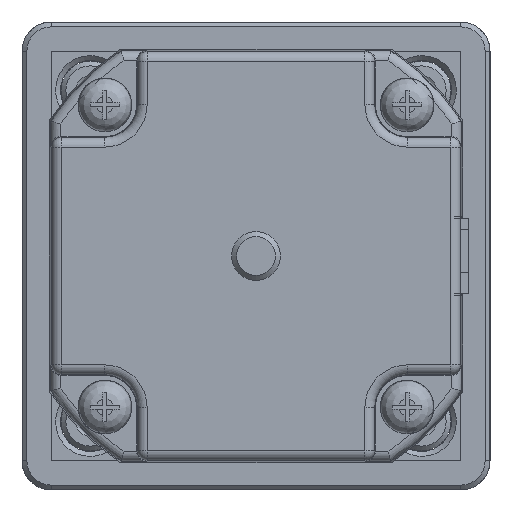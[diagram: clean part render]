
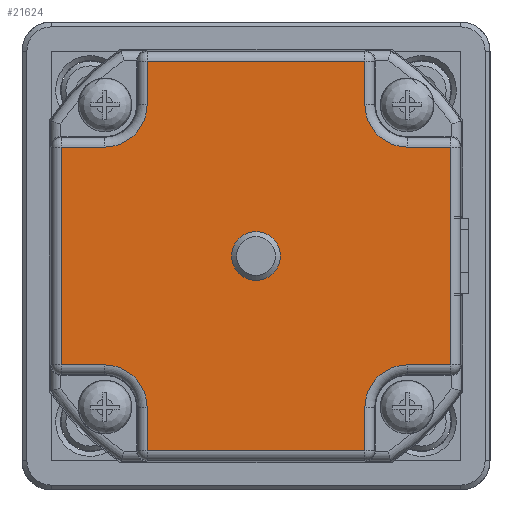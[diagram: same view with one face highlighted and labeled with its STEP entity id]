
A CAD part, left-side view. The second image highlights one B-rep face of the part: STEP entity #21624.
In plain terms, the highlighted face is planar.
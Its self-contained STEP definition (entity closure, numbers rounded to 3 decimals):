
#1181=FACE_BOUND('',#3619,.T.);
#1466=PLANE('',#23548);
#2242=FACE_OUTER_BOUND('',#3618,.T.);
#3618=EDGE_LOOP('',(#16806,#16807,#16808,#16809,#16810,#16811,#16812,#16813,
#16814,#16815,#16816,#16817,#16818,#16819,#16820,#16821));
#3619=EDGE_LOOP('',(#16822,#16823));
#5222=LINE('',#38789,#6840);
#5223=LINE('',#38791,#6841);
#5224=LINE('',#38793,#6842);
#5225=LINE('',#38797,#6843);
#5226=LINE('',#38799,#6844);
#5227=LINE('',#38801,#6845);
#5228=LINE('',#38805,#6846);
#5229=LINE('',#38807,#6847);
#5230=LINE('',#38809,#6848);
#5231=LINE('',#38813,#6849);
#5232=LINE('',#38815,#6850);
#5233=LINE('',#38816,#6851);
#6840=VECTOR('',#27778,1000.);
#6841=VECTOR('',#27779,1000.);
#6842=VECTOR('',#27780,1000.);
#6843=VECTOR('',#27783,1000.);
#6844=VECTOR('',#27784,1000.);
#6845=VECTOR('',#27785,1000.);
#6846=VECTOR('',#27788,1000.);
#6847=VECTOR('',#27789,1000.);
#6848=VECTOR('',#27790,1000.);
#6849=VECTOR('',#27793,1000.);
#6850=VECTOR('',#27794,1000.);
#6851=VECTOR('',#27795,1000.);
#8187=CIRCLE('',#23490,2.496);
#8188=CIRCLE('',#23491,2.496);
#8211=CIRCLE('',#23549,4.372);
#8212=CIRCLE('',#23550,4.372);
#8213=CIRCLE('',#23551,4.372);
#8214=CIRCLE('',#23552,4.372);
#9702=VERTEX_POINT('',#38540);
#9703=VERTEX_POINT('',#38541);
#9796=VERTEX_POINT('',#38785);
#9797=VERTEX_POINT('',#38786);
#9798=VERTEX_POINT('',#38788);
#9799=VERTEX_POINT('',#38790);
#9800=VERTEX_POINT('',#38792);
#9801=VERTEX_POINT('',#38794);
#9802=VERTEX_POINT('',#38796);
#9803=VERTEX_POINT('',#38798);
#9804=VERTEX_POINT('',#38800);
#9805=VERTEX_POINT('',#38802);
#9806=VERTEX_POINT('',#38804);
#9807=VERTEX_POINT('',#38806);
#9808=VERTEX_POINT('',#38808);
#9809=VERTEX_POINT('',#38810);
#9810=VERTEX_POINT('',#38812);
#9811=VERTEX_POINT('',#38814);
#12237=EDGE_CURVE('',#9702,#9703,#8187,.T.);
#12238=EDGE_CURVE('',#9703,#9702,#8188,.T.);
#12355=EDGE_CURVE('',#9796,#9797,#8211,.T.);
#12356=EDGE_CURVE('',#9797,#9798,#5222,.T.);
#12357=EDGE_CURVE('',#9798,#9799,#5223,.T.);
#12358=EDGE_CURVE('',#9799,#9800,#5224,.T.);
#12359=EDGE_CURVE('',#9800,#9801,#8212,.T.);
#12360=EDGE_CURVE('',#9801,#9802,#5225,.T.);
#12361=EDGE_CURVE('',#9802,#9803,#5226,.T.);
#12362=EDGE_CURVE('',#9803,#9804,#5227,.T.);
#12363=EDGE_CURVE('',#9804,#9805,#8213,.T.);
#12364=EDGE_CURVE('',#9805,#9806,#5228,.T.);
#12365=EDGE_CURVE('',#9806,#9807,#5229,.T.);
#12366=EDGE_CURVE('',#9807,#9808,#5230,.T.);
#12367=EDGE_CURVE('',#9808,#9809,#8214,.T.);
#12368=EDGE_CURVE('',#9809,#9810,#5231,.T.);
#12369=EDGE_CURVE('',#9810,#9811,#5232,.T.);
#12370=EDGE_CURVE('',#9811,#9796,#5233,.T.);
#16806=ORIENTED_EDGE('',*,*,#12355,.T.);
#16807=ORIENTED_EDGE('',*,*,#12356,.T.);
#16808=ORIENTED_EDGE('',*,*,#12357,.T.);
#16809=ORIENTED_EDGE('',*,*,#12358,.T.);
#16810=ORIENTED_EDGE('',*,*,#12359,.T.);
#16811=ORIENTED_EDGE('',*,*,#12360,.T.);
#16812=ORIENTED_EDGE('',*,*,#12361,.T.);
#16813=ORIENTED_EDGE('',*,*,#12362,.T.);
#16814=ORIENTED_EDGE('',*,*,#12363,.T.);
#16815=ORIENTED_EDGE('',*,*,#12364,.T.);
#16816=ORIENTED_EDGE('',*,*,#12365,.T.);
#16817=ORIENTED_EDGE('',*,*,#12366,.T.);
#16818=ORIENTED_EDGE('',*,*,#12367,.T.);
#16819=ORIENTED_EDGE('',*,*,#12368,.T.);
#16820=ORIENTED_EDGE('',*,*,#12369,.T.);
#16821=ORIENTED_EDGE('',*,*,#12370,.T.);
#16822=ORIENTED_EDGE('',*,*,#12237,.T.);
#16823=ORIENTED_EDGE('',*,*,#12238,.T.);
#21624=ADVANCED_FACE('',(#2242,#1181),#1466,.F.);
#23490=AXIS2_PLACEMENT_3D('',#38542,#27574,#27575);
#23491=AXIS2_PLACEMENT_3D('',#38543,#27576,#27577);
#23548=AXIS2_PLACEMENT_3D('',#38784,#27774,#27775);
#23549=AXIS2_PLACEMENT_3D('',#38787,#27776,#27777);
#23550=AXIS2_PLACEMENT_3D('',#38795,#27781,#27782);
#23551=AXIS2_PLACEMENT_3D('',#38803,#27786,#27787);
#23552=AXIS2_PLACEMENT_3D('',#38811,#27791,#27792);
#27574=DIRECTION('center_axis',(0.,0.,1.));
#27575=DIRECTION('ref_axis',(0.,-1.,0.));
#27576=DIRECTION('center_axis',(0.,0.,1.));
#27577=DIRECTION('ref_axis',(0.,-1.,0.));
#27774=DIRECTION('center_axis',(0.,0.,1.));
#27775=DIRECTION('ref_axis',(1.,0.,0.));
#27776=DIRECTION('center_axis',(0.,0.,1.));
#27777=DIRECTION('ref_axis',(1.,0.,0.));
#27778=DIRECTION('',(0.,-1.,0.));
#27779=DIRECTION('',(-1.,0.,0.));
#27780=DIRECTION('',(0.,1.,0.));
#27781=DIRECTION('center_axis',(0.,0.,1.));
#27782=DIRECTION('ref_axis',(1.,0.,0.));
#27783=DIRECTION('',(-1.,0.,0.));
#27784=DIRECTION('',(0.,1.,0.));
#27785=DIRECTION('',(1.,0.,0.));
#27786=DIRECTION('center_axis',(0.,0.,1.));
#27787=DIRECTION('ref_axis',(1.,0.,0.));
#27788=DIRECTION('',(0.,1.,0.));
#27789=DIRECTION('',(1.,0.,0.));
#27790=DIRECTION('',(0.,-1.,0.));
#27791=DIRECTION('center_axis',(0.,0.,1.));
#27792=DIRECTION('ref_axis',(1.,0.,0.));
#27793=DIRECTION('',(1.,0.,0.));
#27794=DIRECTION('',(0.,-1.,0.));
#27795=DIRECTION('',(-1.,0.,0.));
#38540=CARTESIAN_POINT('',(0.,-2.496,-34.29));
#38541=CARTESIAN_POINT('',(0.,2.496,-34.29));
#38542=CARTESIAN_POINT('Origin',(0.,0.,-34.29));
#38543=CARTESIAN_POINT('Origin',(0.,0.,-34.29));
#38784=CARTESIAN_POINT('Origin',(0.,0.,
-34.29));
#38785=CARTESIAN_POINT('',(15.538,-11.167,-34.29));
#38786=CARTESIAN_POINT('',(11.167,-15.538,-34.29));
#38787=CARTESIAN_POINT('Origin',(15.538,-15.538,-34.29));
#38788=CARTESIAN_POINT('',(11.167,-19.955,-34.29));
#38789=CARTESIAN_POINT('',(11.167,0.,-34.29));
#38790=CARTESIAN_POINT('',(-11.167,-19.955,-34.29));
#38791=CARTESIAN_POINT('',(-12.148,-19.955,-34.29));
#38792=CARTESIAN_POINT('',(-11.167,-15.538,-34.29));
#38793=CARTESIAN_POINT('',(-11.167,0.,-34.29));
#38794=CARTESIAN_POINT('',(-15.538,-11.167,-34.29));
#38795=CARTESIAN_POINT('Origin',(-15.538,-15.538,-34.29));
#38796=CARTESIAN_POINT('',(-19.955,-11.167,-34.29));
#38797=CARTESIAN_POINT('',(0.,-11.167,-34.29));
#38798=CARTESIAN_POINT('',(-19.955,11.167,-34.29));
#38799=CARTESIAN_POINT('',(-19.955,12.148,-34.29));
#38800=CARTESIAN_POINT('',(-15.538,11.167,-34.29));
#38801=CARTESIAN_POINT('',(0.,11.167,-34.29));
#38802=CARTESIAN_POINT('',(-11.167,15.538,-34.29));
#38803=CARTESIAN_POINT('Origin',(-15.538,15.538,-34.29));
#38804=CARTESIAN_POINT('',(-11.167,19.955,-34.29));
#38805=CARTESIAN_POINT('',(-11.167,0.,-34.29));
#38806=CARTESIAN_POINT('',(11.167,19.955,-34.29));
#38807=CARTESIAN_POINT('',(12.148,19.955,-34.29));
#38808=CARTESIAN_POINT('',(11.167,15.538,-34.29));
#38809=CARTESIAN_POINT('',(11.167,0.,-34.29));
#38810=CARTESIAN_POINT('',(15.538,11.167,-34.29));
#38811=CARTESIAN_POINT('Origin',(15.538,15.538,-34.29));
#38812=CARTESIAN_POINT('',(19.955,11.167,-34.29));
#38813=CARTESIAN_POINT('',(0.,11.167,-34.29));
#38814=CARTESIAN_POINT('',(19.955,-11.167,-34.29));
#38815=CARTESIAN_POINT('',(19.955,-12.148,-34.29));
#38816=CARTESIAN_POINT('',(0.,-11.167,-34.29));
